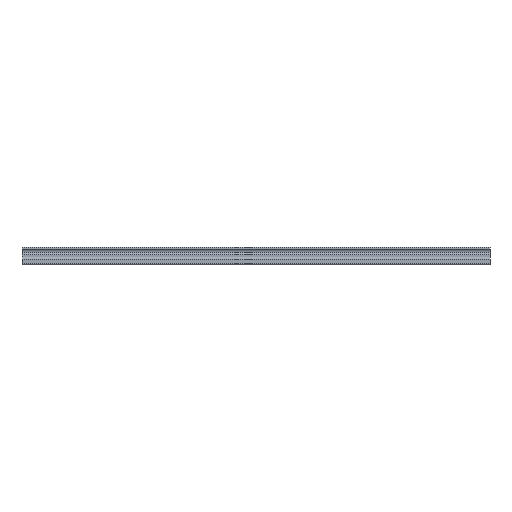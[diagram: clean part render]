
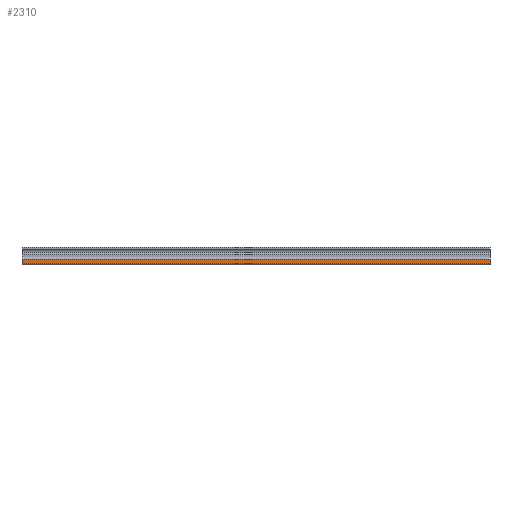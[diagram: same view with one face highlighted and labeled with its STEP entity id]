
A CAD part, top view. The second image highlights one B-rep face of the part: STEP entity #2310.
In plain terms, the highlighted planar face has unit normal (0, 0, 1).
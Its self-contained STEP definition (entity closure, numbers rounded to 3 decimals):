
#73 = LINE ( 'NONE', #1895, #2659 ) ;
#85 = PLANE ( 'NONE',  #1103 ) ;
#117 = CARTESIAN_POINT ( 'NONE',  ( 245., 0.5, 21. ) ) ;
#140 = CARTESIAN_POINT ( 'NONE',  ( -5., 3.1, 21. ) ) ;
#294 = FACE_OUTER_BOUND ( 'NONE', #1030, .T. ) ;
#481 = CARTESIAN_POINT ( 'NONE',  ( 245., 3.1, 21. ) ) ;
#511 = DIRECTION ( 'NONE',  ( 0., -1., 0. ) ) ;
#550 = DIRECTION ( 'NONE',  ( 0., 0., -1. ) ) ;
#634 = VERTEX_POINT ( 'NONE', #481 ) ;
#725 = LINE ( 'NONE', #1838, #1955 ) ;
#940 = DIRECTION ( 'NONE',  ( 1., 0., 0. ) ) ;
#1030 = EDGE_LOOP ( 'NONE', ( #2647, #2942, #2846, #2222 ) ) ;
#1080 = VERTEX_POINT ( 'NONE', #1662 ) ;
#1103 = AXIS2_PLACEMENT_3D ( 'NONE', #1193, #550, #1241 ) ;
#1193 = CARTESIAN_POINT ( 'NONE',  ( 245., 3.1, 21. ) ) ;
#1241 = DIRECTION ( 'NONE',  ( -1., 0., 0. ) ) ;
#1249 = LINE ( 'NONE', #2160, #1565 ) ;
#1480 = DIRECTION ( 'NONE',  ( 1., 0., 0. ) ) ;
#1565 = VECTOR ( 'NONE', #1480, 1000. ) ;
#1581 = EDGE_CURVE ( 'NONE', #2752, #1080, #725, .T. ) ;
#1626 = VERTEX_POINT ( 'NONE', #117 ) ;
#1662 = CARTESIAN_POINT ( 'NONE',  ( -5., 0.5, 21. ) ) ;
#1688 = EDGE_CURVE ( 'NONE', #2752, #634, #1249, .T. ) ;
#1838 = CARTESIAN_POINT ( 'NONE',  ( -5., 5.27, 21. ) ) ;
#1890 = CARTESIAN_POINT ( 'NONE',  ( 245., 5.27, 21. ) ) ;
#1895 = CARTESIAN_POINT ( 'NONE',  ( 245., 0.5, 21. ) ) ;
#1955 = VECTOR ( 'NONE', #2368, 1000. ) ;
#2160 = CARTESIAN_POINT ( 'NONE',  ( 245., 3.1, 21. ) ) ;
#2222 = ORIENTED_EDGE ( 'NONE', *, *, #1581, .T. ) ;
#2310 = ADVANCED_FACE ( 'NONE', ( #294 ), #85, .F. ) ;
#2368 = DIRECTION ( 'NONE',  ( 0., -1., 0. ) ) ;
#2409 = EDGE_CURVE ( 'NONE', #634, #1626, #2568, .T. ) ;
#2568 = LINE ( 'NONE', #1890, #2923 ) ;
#2647 = ORIENTED_EDGE ( 'NONE', *, *, #2657, .T. ) ;
#2657 = EDGE_CURVE ( 'NONE', #1080, #1626, #73, .T. ) ;
#2659 = VECTOR ( 'NONE', #940, 1000. ) ;
#2752 = VERTEX_POINT ( 'NONE', #140 ) ;
#2846 = ORIENTED_EDGE ( 'NONE', *, *, #1688, .F. ) ;
#2923 = VECTOR ( 'NONE', #511, 1000. ) ;
#2942 = ORIENTED_EDGE ( 'NONE', *, *, #2409, .F. ) ;
